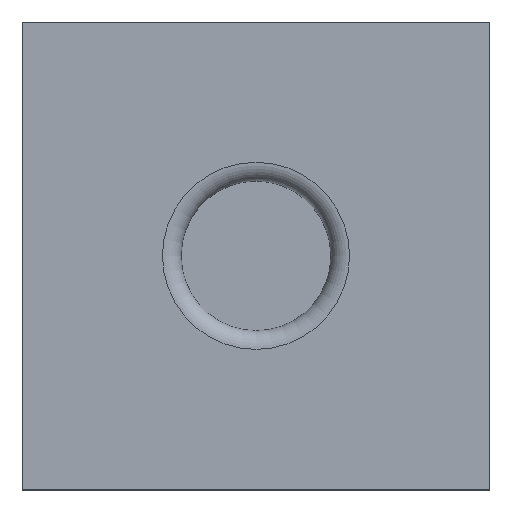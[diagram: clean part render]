
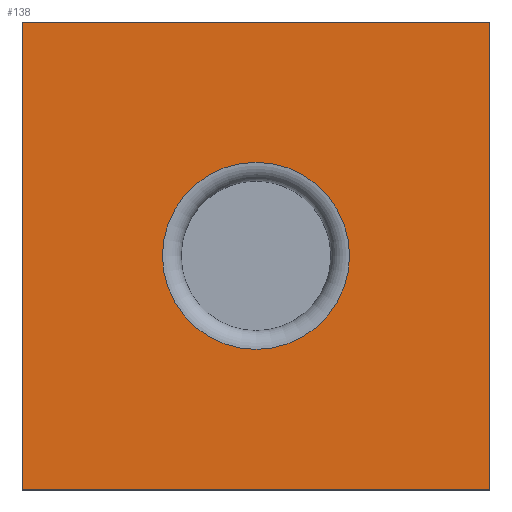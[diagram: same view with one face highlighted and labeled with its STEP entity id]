
A CAD part, top view. The second image highlights one B-rep face of the part: STEP entity #138.
In plain terms, the highlighted planar face has unit normal (0, 0, 1).
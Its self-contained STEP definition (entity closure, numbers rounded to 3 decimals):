
#15=FACE_BOUND('',#62,.T.);
#16=PLANE('',#165);
#24=LINE('',#227,#37);
#25=LINE('',#229,#38);
#26=LINE('',#231,#39);
#27=LINE('',#232,#40);
#37=VECTOR('',#189,10.);
#38=VECTOR('',#190,10.);
#39=VECTOR('',#191,10.);
#40=VECTOR('',#192,10.);
#52=FACE_OUTER_BOUND('',#61,.T.);
#61=EDGE_LOOP('',(#109,#110,#111,#112));
#62=EDGE_LOOP('',(#113));
#69=CIRCLE('',#160,0.5);
#73=VERTEX_POINT('',#215);
#76=VERTEX_POINT('',#225);
#77=VERTEX_POINT('',#226);
#78=VERTEX_POINT('',#228);
#79=VERTEX_POINT('',#230);
#84=EDGE_CURVE('',#73,#73,#69,.T.);
#89=EDGE_CURVE('',#76,#77,#24,.T.);
#90=EDGE_CURVE('',#77,#78,#25,.T.);
#91=EDGE_CURVE('',#78,#79,#26,.T.);
#92=EDGE_CURVE('',#79,#76,#27,.T.);
#109=ORIENTED_EDGE('',*,*,#89,.T.);
#110=ORIENTED_EDGE('',*,*,#90,.T.);
#111=ORIENTED_EDGE('',*,*,#91,.T.);
#112=ORIENTED_EDGE('',*,*,#92,.T.);
#113=ORIENTED_EDGE('',*,*,#84,.F.);
#138=ADVANCED_FACE('',(#52,#15),#16,.T.);
#160=AXIS2_PLACEMENT_3D('',#216,#176,#177);
#165=AXIS2_PLACEMENT_3D('',#224,#187,#188);
#176=DIRECTION('center_axis',(0.,0.,1.));
#177=DIRECTION('ref_axis',(-1.,0.,0.));
#187=DIRECTION('center_axis',(0.,0.,1.));
#188=DIRECTION('ref_axis',(1.,0.,0.));
#189=DIRECTION('',(0.,-1.,0.));
#190=DIRECTION('',(1.,0.,0.));
#191=DIRECTION('',(0.,1.,0.));
#192=DIRECTION('',(-1.,0.,0.));
#215=CARTESIAN_POINT('',(1.75,1.25,1.));
#216=CARTESIAN_POINT('Origin',(1.25,1.25,1.));
#224=CARTESIAN_POINT('Origin',(1.25,1.25,1.));
#225=CARTESIAN_POINT('',(0.,2.5,1.));
#226=CARTESIAN_POINT('',(0.,0.,1.));
#227=CARTESIAN_POINT('',(0.,2.5,1.));
#228=CARTESIAN_POINT('',(2.5,0.,1.));
#229=CARTESIAN_POINT('',(0.,0.,1.));
#230=CARTESIAN_POINT('',(2.5,2.5,1.));
#231=CARTESIAN_POINT('',(2.5,0.,1.));
#232=CARTESIAN_POINT('',(2.5,2.5,1.));
